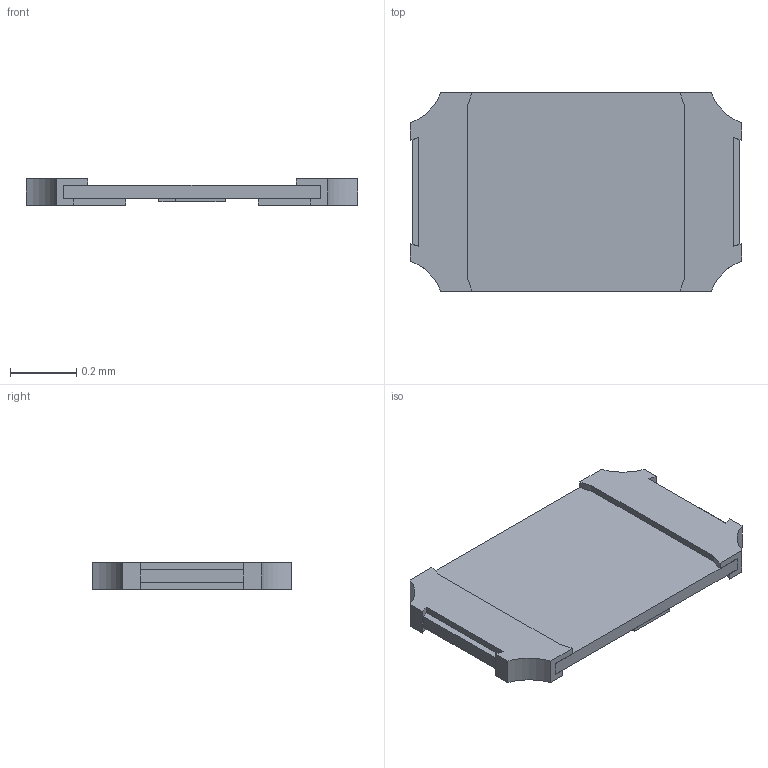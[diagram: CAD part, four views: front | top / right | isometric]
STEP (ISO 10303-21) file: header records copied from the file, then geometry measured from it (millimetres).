
FILE_DESCRIPTION (( 'STEP AP214' ), '1' );
FILE_NAME ('User Library-LED_1006_G.STEP', '2018-05-19T20:17:05', ( '' ), ( '' ), 'SwSTEP 2.0', 'SolidWorks 2018', '' );
FILE_SCHEMA (( 'AUTOMOTIVE_DESIGN' ));
Length unit declared in the file: millimetre
Products named in the file (5): User Library-LED_1006_G_Cut006; User Library-LED_1006_G_Cut005; User Library-LED_1006_G_Pad001; User Library-LED_1006_G_Cut005_(Mirror_#1); User Library-LED_1006_G
Assembly tree (4 placements, depth 2):
  User Library-LED_1006_G
    User Library-LED_1006_G_Cut006
    User Library-LED_1006_G_Cut005
    User Library-LED_1006_G_Cut005_(Mirror_#1)
    User Library-LED_1006_G_Pad001
Bounding box: 1 x 0.6 x 0.08 mm (x, y, z)
Volume: 0 mm3; surface area: 2.6 mm2
Topology: 4 solids, 4 shells, 72 faces, 204 edges, 136 vertices
Faces by surface type: plane 48, cylinder 24
Entity records: 3342 total; most frequent: CARTESIAN_POINT 419, DIRECTION 418, ORIENTED_EDGE 408, EDGE_CURVE 204, VECTOR 148, LINE 148, VERTEX_POINT 136, AXIS2_PLACEMENT_3D 135
